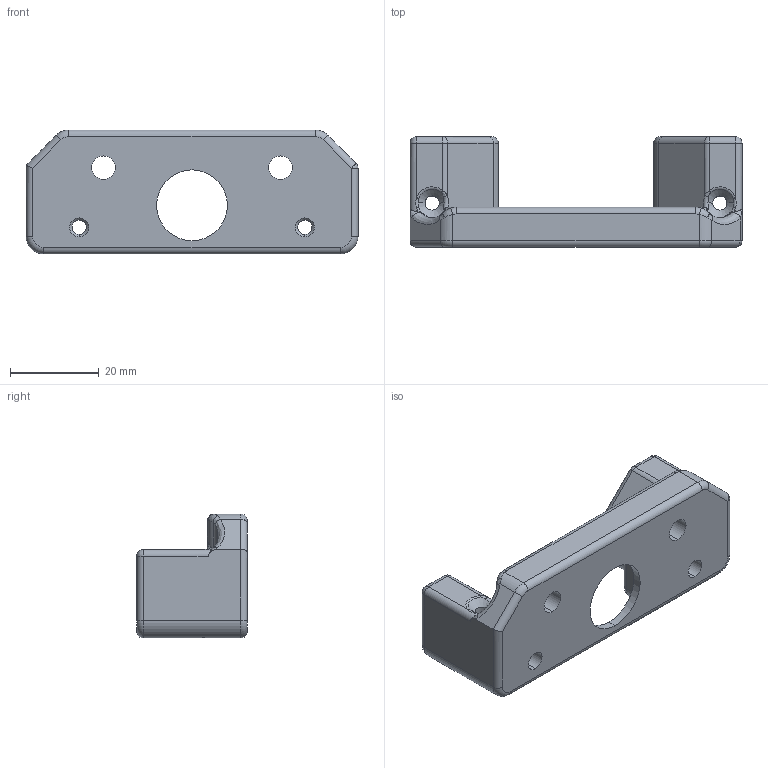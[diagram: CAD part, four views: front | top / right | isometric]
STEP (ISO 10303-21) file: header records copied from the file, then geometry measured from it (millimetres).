
FILE_DESCRIPTION (( 'STEP AP214' ), '1' );
FILE_NAME ('Z608CageBottomPlate.STEP', '2025-06-03T15:39:34', ( '' ), ( '' ), 'SwSTEP 2.0', 'SolidWorks 2024', '' );
FILE_SCHEMA (( 'AUTOMOTIVE_DESIGN' ));
Length unit declared in the file: millimetre
Products named in the file (1): Z608CageBottomPlate
Bounding box: 75 x 25 x 28 mm (x, y, z)
Volume: 23085.8 mm3; surface area: 8743.6 mm2
Topology: 1 solids, 1 shells, 141 faces, 353 edges, 206 vertices
Faces by surface type: cylinder 63, plane 23, bspline 22, torus 20, cone 8, sphere 5
Entity records: 6471 total; most frequent: CARTESIAN_POINT 1674, ORIENTED_EDGE 694, DIRECTION 670, EDGE_CURVE 347, AXIS2_PLACEMENT_3D 275, VERTEX_POINT 206, CIRCLE 155, EDGE_LOOP 153
